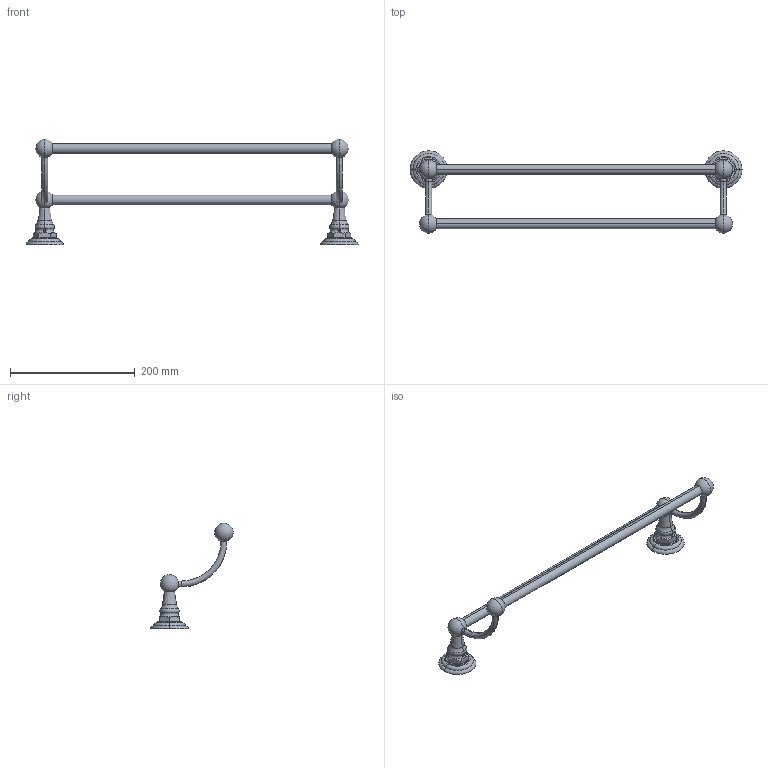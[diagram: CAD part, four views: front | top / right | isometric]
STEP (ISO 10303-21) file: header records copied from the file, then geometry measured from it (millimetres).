
FILE_DESCRIPTION((''),'2;1');
FILE_NAME('13-04_SW0001','2010-06-04T',('pnmurthy'),(''),'PRO/ENGINEER BY PARAMETRIC TECHNOLOGY CORPORATION, 2009300','PRO/ENGINEER BY PARAMETRIC TECHNOLOGY CORPORATION, 2009300','');
FILE_SCHEMA(('CONFIG_CONTROL_DESIGN'));
Length unit declared in the file: inch
Products named in the file (1): 13-04_SW0001
Bounding box: 531.79 x 132.06 x 169.33 mm (x, y, z)
Surface area: 87822.3 mm2 (no closed solid volume)
Topology: 0 solids, 26 shells, 110 faces, 314 edges, 210 vertices
Faces by surface type: cylinder 32, torus 28, plane 20, bspline 14, sphere 8, cone 8
Entity records: 6029 total; most frequent: CARTESIAN_POINT 3352, DIRECTION 548, ORIENTED_EDGE 494, EDGE_CURVE 306, AXIS2_PLACEMENT_3D 236, VERTEX_POINT 210, CIRCLE 140, EDGE_LOOP 110
